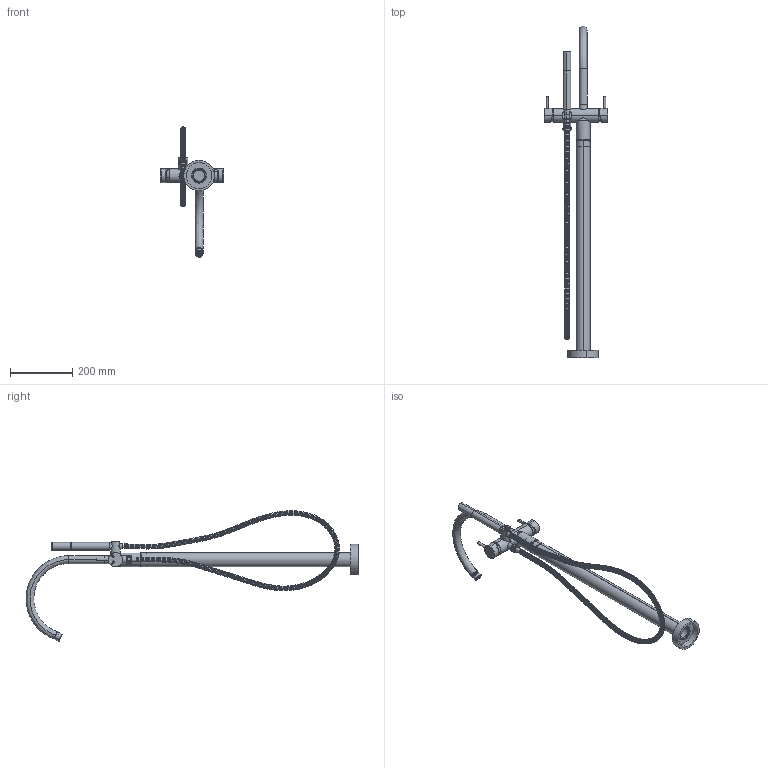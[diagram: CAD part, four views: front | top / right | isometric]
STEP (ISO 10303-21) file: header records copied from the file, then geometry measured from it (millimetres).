
FILE_DESCRIPTION (( 'STEP AP214' ), '1' );
FILE_NAME ('SUSSEX_SCALA_SFMCHT_floormount_mixer_curved_with_hand_shower_shell.STEP', '2021-05-13T01:12:37', ( '' ), ( '' ), 'SwSTEP 2.0', 'SolidWorks 2020', '' );
FILE_SCHEMA (( 'AUTOMOTIVE_DESIGN' ));
Length unit declared in the file: millimetre
Products named in the file (1): SUSSEX_SCALA_SFMCHT_floormount_mixer_curved_with_hand_shower_shell
Bounding box: 203.1 x 1062.82 x 417.61 mm (x, y, z)
Volume: 948425.5 mm3; surface area: 483694.1 mm2
Topology: 20 solids, 20 shells, 1971 faces, 4618 edges, 2942 vertices
Faces by surface type: cylinder 824, plane 591, bspline 500, torus 32, cone 24
Entity records: 219760 total; most frequent: CARTESIAN_POINT 178882, ORIENTED_EDGE 9236, DIRECTION 6542, EDGE_CURVE 4618, VERTEX_POINT 2942, AXIS2_PLACEMENT_3D 2564, EDGE_LOOP 2548, ADVANCED_FACE 1971
